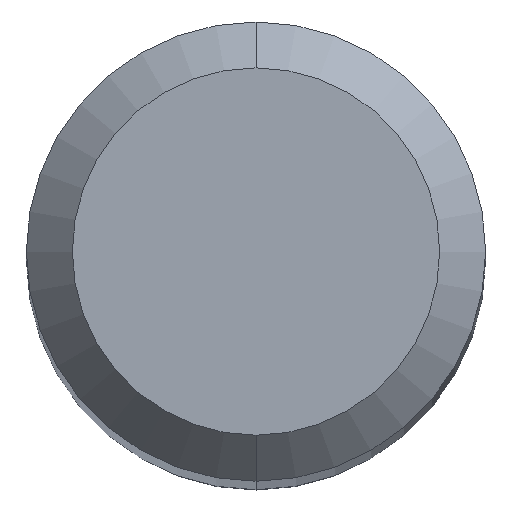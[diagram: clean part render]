
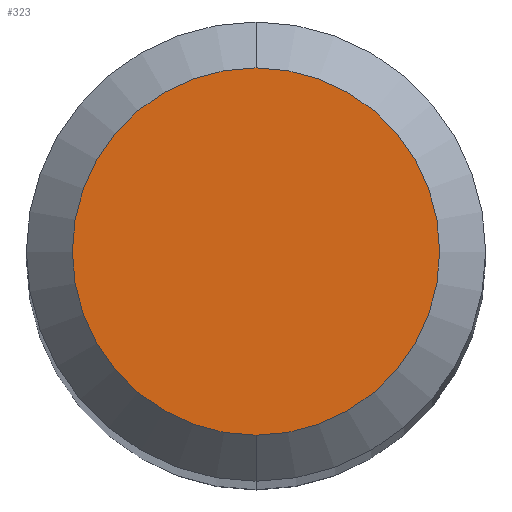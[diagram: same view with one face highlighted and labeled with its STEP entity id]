
A CAD part, top view. The second image highlights one B-rep face of the part: STEP entity #323.
In plain terms, the highlighted planar face has unit normal (0, 0, 1).
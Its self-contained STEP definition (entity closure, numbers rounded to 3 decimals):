
#191=EDGE_CURVE('',#341,#209,#500,.T.);
#209=VERTEX_POINT('',#520);
#217=EDGE_CURVE('',#209,#341,#528,.T.);
#323=ADVANCED_FACE('',(#645),#646,.T.);
#341=VERTEX_POINT('',#666);
#500=CIRCLE('',#839,1.2);
#520=CARTESIAN_POINT('',(0.0,1.2,0.0));
#528=CIRCLE('',#914,1.2);
#645=FACE_OUTER_BOUND('',#1128,.T.);
#646=PLANE('',#1129);
#666=CARTESIAN_POINT('',(0.,-1.2,0.0));
#839=AXIS2_PLACEMENT_3D('',#1476,#1477,#1478);
#914=AXIS2_PLACEMENT_3D('',#1498,#1499,#1500);
#1128=EDGE_LOOP('',(#1622,#1623));
#1129=AXIS2_PLACEMENT_3D('',#1624,#1625,#1626);
#1476=CARTESIAN_POINT('',(0.0,0.0,0.0));
#1477=DIRECTION('',(0.0,0.0,-1.0));
#1478=DIRECTION('',(0.0,1.0,0.0));
#1498=CARTESIAN_POINT('',(0.0,0.0,0.0));
#1499=DIRECTION('',(0.0,0.0,-1.0));
#1500=DIRECTION('',(0.0,1.0,0.0));
#1622=ORIENTED_EDGE('',*,*,#217,.F.);
#1623=ORIENTED_EDGE('',*,*,#191,.F.);
#1624=CARTESIAN_POINT('',(0.0,0.6,0.0));
#1625=DIRECTION('',(-0.0,0.0,1.0));
#1626=DIRECTION('',(0.0,-1.0,0.0));
